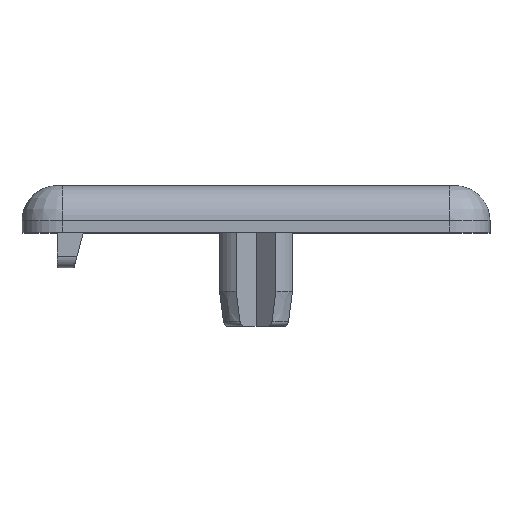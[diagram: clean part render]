
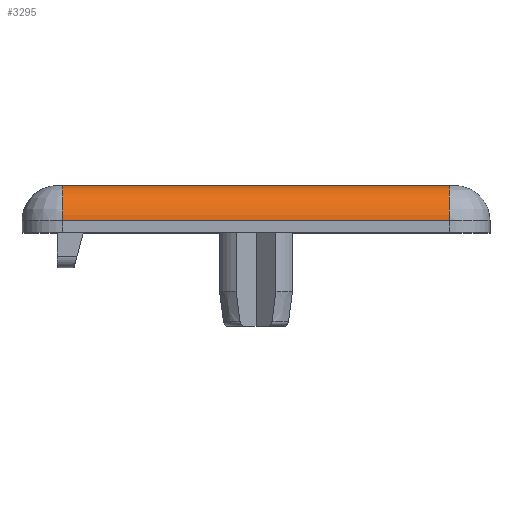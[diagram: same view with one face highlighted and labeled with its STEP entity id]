
A CAD part, top view. The second image highlights one B-rep face of the part: STEP entity #3295.
In plain terms, the highlighted cylindrical face has radius 3 mm (diameter 6 mm), a partial arc.
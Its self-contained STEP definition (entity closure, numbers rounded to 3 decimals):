
#2457 = PLANE('',#2458);
#2458 = AXIS2_PLACEMENT_3D('',#2459,#2460,#2461);
#2459 = CARTESIAN_POINT('',(-16.5,-4.,20.));
#2460 = DIRECTION('',(0.,0.,1.));
#2461 = DIRECTION('',(1.,0.,-0.));
#2763 = VERTEX_POINT('',#2764);
#2764 = CARTESIAN_POINT('',(-16.5,-3.,20.));
#2800 = SURFACE_OF_REVOLUTION('',#2801,#2814);
#2801 = B_SPLINE_CURVE_WITH_KNOTS('',6,(#2802,#2803,#2804,#2805,#2806,
    #2807,#2808,#2809,#2810,#2811,#2812,#2813),.UNSPECIFIED.,.F.,.F.,(7,
    5,7),(0.,0.785,1.571),.UNSPECIFIED.);
#2802 = CARTESIAN_POINT('',(-16.5,-3.,20.));
#2803 = CARTESIAN_POINT('',(-16.5,-2.607,20.));
#2804 = CARTESIAN_POINT('',(-16.5,-2.215,19.938));
#2805 = CARTESIAN_POINT('',(-16.5,-1.834,19.815));
#2806 = CARTESIAN_POINT('',(-16.5,-1.478,19.633));
#2807 = CARTESIAN_POINT('',(-16.5,-1.156,19.399));
#2808 = CARTESIAN_POINT('',(-16.5,-0.601,18.844));
#2809 = CARTESIAN_POINT('',(-16.5,-0.367,18.522));
#2810 = CARTESIAN_POINT('',(-16.5,-0.185,18.166));
#2811 = CARTESIAN_POINT('',(-16.5,-0.062,17.785));
#2812 = CARTESIAN_POINT('',(-16.5,0.,17.393));
#2813 = CARTESIAN_POINT('',(-16.5,0.,17.));
#2814 = AXIS1_PLACEMENT('',#2815,#2816);
#2815 = CARTESIAN_POINT('',(-16.5,-3.,16.5));
#2816 = DIRECTION('',(0.,1.,0.));
#2830 = VERTEX_POINT('',#2831);
#2831 = CARTESIAN_POINT('',(16.5,-3.,20.));
#2852 = EDGE_CURVE('',#2763,#2830,#2853,.T.);
#2853 = SURFACE_CURVE('',#2854,(#2858,#2865),.PCURVE_S1.);
#2854 = LINE('',#2855,#2856);
#2855 = CARTESIAN_POINT('',(-16.5,-3.,20.));
#2856 = VECTOR('',#2857,1.);
#2857 = DIRECTION('',(1.,0.,0.));
#2858 = PCURVE('',#2457,#2859);
#2859 = DEFINITIONAL_REPRESENTATION('',(#2860),#2864);
#2860 = LINE('',#2861,#2862);
#2861 = CARTESIAN_POINT('',(0.,1.));
#2862 = VECTOR('',#2863,1.);
#2863 = DIRECTION('',(1.,0.));
#2864 = ( GEOMETRIC_REPRESENTATION_CONTEXT(2) 
PARAMETRIC_REPRESENTATION_CONTEXT() REPRESENTATION_CONTEXT('2D SPACE',''
  ) );
#2865 = PCURVE('',#2866,#2871);
#2866 = CYLINDRICAL_SURFACE('',#2867,3.);
#2867 = AXIS2_PLACEMENT_3D('',#2868,#2869,#2870);
#2868 = CARTESIAN_POINT('',(-16.5,-3.,17.));
#2869 = DIRECTION('',(1.,0.,0.));
#2870 = DIRECTION('',(0.,0.,-1.));
#2871 = DEFINITIONAL_REPRESENTATION('',(#2872),#2876);
#2872 = LINE('',#2873,#2874);
#2873 = CARTESIAN_POINT('',(3.142,0.));
#2874 = VECTOR('',#2875,1.);
#2875 = DIRECTION('',(0.,1.));
#2876 = ( GEOMETRIC_REPRESENTATION_CONTEXT(2) 
PARAMETRIC_REPRESENTATION_CONTEXT() REPRESENTATION_CONTEXT('2D SPACE',''
  ) );
#2921 = SURFACE_OF_REVOLUTION('',#2922,#2935);
#2922 = B_SPLINE_CURVE_WITH_KNOTS('',6,(#2923,#2924,#2925,#2926,#2927,
    #2928,#2929,#2930,#2931,#2932,#2933,#2934),.UNSPECIFIED.,.F.,.F.,(7,
    5,7),(0.,0.785,1.571),.UNSPECIFIED.);
#2923 = CARTESIAN_POINT('',(16.5,-3.,20.));
#2924 = CARTESIAN_POINT('',(16.5,-2.607,20.));
#2925 = CARTESIAN_POINT('',(16.5,-2.215,19.938));
#2926 = CARTESIAN_POINT('',(16.5,-1.834,19.815));
#2927 = CARTESIAN_POINT('',(16.5,-1.478,19.633));
#2928 = CARTESIAN_POINT('',(16.5,-1.156,19.399));
#2929 = CARTESIAN_POINT('',(16.5,-0.601,18.844));
#2930 = CARTESIAN_POINT('',(16.5,-0.367,18.522));
#2931 = CARTESIAN_POINT('',(16.5,-0.185,18.166));
#2932 = CARTESIAN_POINT('',(16.5,-0.062,17.785));
#2933 = CARTESIAN_POINT('',(16.5,0.,17.393));
#2934 = CARTESIAN_POINT('',(16.5,0.,17.));
#2935 = AXIS1_PLACEMENT('',#2936,#2937);
#2936 = CARTESIAN_POINT('',(16.5,-3.,16.5));
#2937 = DIRECTION('',(0.,1.,0.));
#3115 = PLANE('',#3116);
#3116 = AXIS2_PLACEMENT_3D('',#3117,#3118,#3119);
#3117 = CARTESIAN_POINT('',(-16.5,0.,-16.5));
#3118 = DIRECTION('',(0.,1.,0.));
#3119 = DIRECTION('',(0.,-0.,1.));
#3205 = VERTEX_POINT('',#3206);
#3206 = CARTESIAN_POINT('',(-16.5,0.,17.));
#3228 = EDGE_CURVE('',#3205,#3229,#3231,.T.);
#3229 = VERTEX_POINT('',#3230);
#3230 = CARTESIAN_POINT('',(16.5,0.,17.));
#3231 = SURFACE_CURVE('',#3232,(#3236,#3243),.PCURVE_S1.);
#3232 = LINE('',#3233,#3234);
#3233 = CARTESIAN_POINT('',(-16.5,0.,17.));
#3234 = VECTOR('',#3235,1.);
#3235 = DIRECTION('',(1.,0.,0.));
#3236 = PCURVE('',#3115,#3237);
#3237 = DEFINITIONAL_REPRESENTATION('',(#3238),#3242);
#3238 = LINE('',#3239,#3240);
#3239 = CARTESIAN_POINT('',(33.5,0.));
#3240 = VECTOR('',#3241,1.);
#3241 = DIRECTION('',(0.,1.));
#3242 = ( GEOMETRIC_REPRESENTATION_CONTEXT(2) 
PARAMETRIC_REPRESENTATION_CONTEXT() REPRESENTATION_CONTEXT('2D SPACE',''
  ) );
#3243 = PCURVE('',#2866,#3244);
#3244 = DEFINITIONAL_REPRESENTATION('',(#3245),#3249);
#3245 = LINE('',#3246,#3247);
#3246 = CARTESIAN_POINT('',(1.571,0.));
#3247 = VECTOR('',#3248,1.);
#3248 = DIRECTION('',(0.,1.));
#3249 = ( GEOMETRIC_REPRESENTATION_CONTEXT(2) 
PARAMETRIC_REPRESENTATION_CONTEXT() REPRESENTATION_CONTEXT('2D SPACE',''
  ) );
#3295 = ADVANCED_FACE('',(#3296),#2866,.T.);
#3296 = FACE_BOUND('',#3297,.T.);
#3297 = EDGE_LOOP('',(#3298,#3320,#3321,#3343));
#3298 = ORIENTED_EDGE('',*,*,#3299,.F.);
#3299 = EDGE_CURVE('',#2763,#3205,#3300,.T.);
#3300 = SURFACE_CURVE('',#3301,(#3306,#3313),.PCURVE_S1.);
#3301 = CIRCLE('',#3302,3.);
#3302 = AXIS2_PLACEMENT_3D('',#3303,#3304,#3305);
#3303 = CARTESIAN_POINT('',(-16.5,-3.,17.));
#3304 = DIRECTION('',(-1.,0.,0.));
#3305 = DIRECTION('',(0.,-1.,0.));
#3306 = PCURVE('',#2866,#3307);
#3307 = DEFINITIONAL_REPRESENTATION('',(#3308),#3312);
#3308 = LINE('',#3309,#3310);
#3309 = CARTESIAN_POINT('',(4.712,0.));
#3310 = VECTOR('',#3311,1.);
#3311 = DIRECTION('',(-1.,0.));
#3312 = ( GEOMETRIC_REPRESENTATION_CONTEXT(2) 
PARAMETRIC_REPRESENTATION_CONTEXT() REPRESENTATION_CONTEXT('2D SPACE',''
  ) );
#3313 = PCURVE('',#2800,#3314);
#3314 = DEFINITIONAL_REPRESENTATION('',(#3315),#3319);
#3315 = LINE('',#3316,#3317);
#3316 = CARTESIAN_POINT('',(6.283,-1.571));
#3317 = VECTOR('',#3318,1.);
#3318 = DIRECTION('',(0.,1.));
#3319 = ( GEOMETRIC_REPRESENTATION_CONTEXT(2) 
PARAMETRIC_REPRESENTATION_CONTEXT() REPRESENTATION_CONTEXT('2D SPACE',''
  ) );
#3320 = ORIENTED_EDGE('',*,*,#2852,.T.);
#3321 = ORIENTED_EDGE('',*,*,#3322,.F.);
#3322 = EDGE_CURVE('',#3229,#2830,#3323,.T.);
#3323 = SURFACE_CURVE('',#3324,(#3329,#3336),.PCURVE_S1.);
#3324 = CIRCLE('',#3325,3.);
#3325 = AXIS2_PLACEMENT_3D('',#3326,#3327,#3328);
#3326 = CARTESIAN_POINT('',(16.5,-3.,17.));
#3327 = DIRECTION('',(1.,0.,0.));
#3328 = DIRECTION('',(0.,0.,-1.));
#3329 = PCURVE('',#2866,#3330);
#3330 = DEFINITIONAL_REPRESENTATION('',(#3331),#3335);
#3331 = LINE('',#3332,#3333);
#3332 = CARTESIAN_POINT('',(0.,33.));
#3333 = VECTOR('',#3334,1.);
#3334 = DIRECTION('',(1.,0.));
#3335 = ( GEOMETRIC_REPRESENTATION_CONTEXT(2) 
PARAMETRIC_REPRESENTATION_CONTEXT() REPRESENTATION_CONTEXT('2D SPACE',''
  ) );
#3336 = PCURVE('',#2921,#3337);
#3337 = DEFINITIONAL_REPRESENTATION('',(#3338),#3342);
#3338 = LINE('',#3339,#3340);
#3339 = CARTESIAN_POINT('',(0.,3.142));
#3340 = VECTOR('',#3341,1.);
#3341 = DIRECTION('',(0.,-1.));
#3342 = ( GEOMETRIC_REPRESENTATION_CONTEXT(2) 
PARAMETRIC_REPRESENTATION_CONTEXT() REPRESENTATION_CONTEXT('2D SPACE',''
  ) );
#3343 = ORIENTED_EDGE('',*,*,#3228,.F.);
